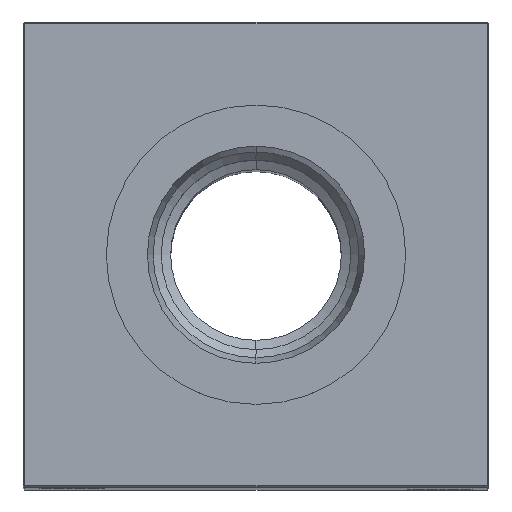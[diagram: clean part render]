
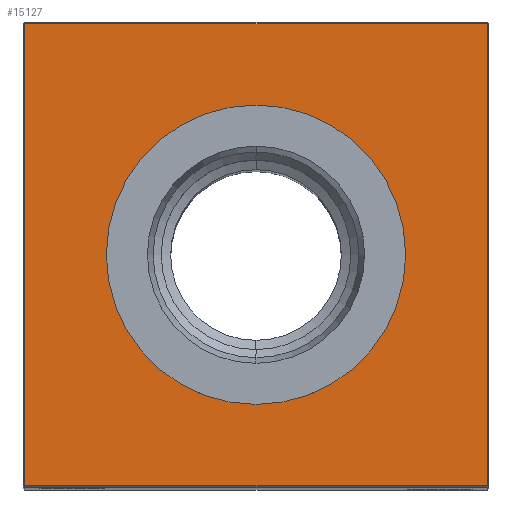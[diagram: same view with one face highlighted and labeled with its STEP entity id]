
A CAD part, top view. The second image highlights one B-rep face of the part: STEP entity #15127.
In plain terms, the highlighted planar face has unit normal (0, 0, 1).
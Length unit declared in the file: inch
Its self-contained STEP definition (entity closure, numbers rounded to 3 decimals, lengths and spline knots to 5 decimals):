
#179 = VERTEX_POINT ( 'NONE', #10663 ) ;
#230 = FACE_OUTER_BOUND ( 'NONE', #11169, .T. ) ;
#689 = EDGE_CURVE ( 'NONE', #15254, #14097, #7660, .T. ) ;
#1548 = CARTESIAN_POINT ( 'NONE',  ( 0., 0., 9.25 ) ) ;
#2098 = DIRECTION ( 'NONE',  ( 0., 1., 0. ) ) ;
#2347 = CARTESIAN_POINT ( 'NONE',  ( 0., 1.49, 9.25 ) ) ;
#3908 = DIRECTION ( 'NONE',  ( 0., 0., -1. ) ) ;
#4399 = CARTESIAN_POINT ( 'NONE',  ( 0., 0., 9.25 ) ) ;
#4691 = ORIENTED_EDGE ( 'NONE', *, *, #21087, .T. ) ;
#4992 = CARTESIAN_POINT ( 'NONE',  ( 0., 0.96457, 9.25 ) ) ;
#5342 = EDGE_CURVE ( 'NONE', #7439, #179, #22250, .T. ) ;
#5427 = CARTESIAN_POINT ( 'NONE',  ( 0., -0.96457, 9.25 ) ) ;
#6905 = EDGE_CURVE ( 'NONE', #179, #25647, #12568, .T. ) ;
#7439 = VERTEX_POINT ( 'NONE', #15264 ) ;
#7660 = CIRCLE ( 'NONE', #10611, 0.96457 ) ;
#7721 = ORIENTED_EDGE ( 'NONE', *, *, #24653, .T. ) ;
#8331 = CARTESIAN_POINT ( 'NONE',  ( 0., 0., 9.25 ) ) ;
#9902 = DIRECTION ( 'NONE',  ( 1., 0., 0. ) ) ;
#10156 = CARTESIAN_POINT ( 'NONE',  ( -1.49, 1.49, 9.25 ) ) ;
#10611 = AXIS2_PLACEMENT_3D ( 'NONE', #8331, #16451, #16580 ) ;
#10663 = CARTESIAN_POINT ( 'NONE',  ( 1.49, 1.49, 9.25 ) ) ;
#11143 = ORIENTED_EDGE ( 'NONE', *, *, #14541, .T. ) ;
#11169 = EDGE_LOOP ( 'NONE', ( #7721, #4691, #12674, #11404 ) ) ;
#11356 = AXIS2_PLACEMENT_3D ( 'NONE', #4399, #16309, #24147 ) ;
#11404 = ORIENTED_EDGE ( 'NONE', *, *, #6905, .T. ) ;
#11847 = ORIENTED_EDGE ( 'NONE', *, *, #689, .T. ) ;
#11871 = LINE ( 'NONE', #13578, #14650 ) ;
#11886 = CARTESIAN_POINT ( 'NONE',  ( -1.49, -1.49, 9.25 ) ) ;
#12568 = LINE ( 'NONE', #2347, #20641 ) ;
#12674 = ORIENTED_EDGE ( 'NONE', *, *, #5342, .T. ) ;
#13578 = CARTESIAN_POINT ( 'NONE',  ( 0., -1.49, 9.25 ) ) ;
#14097 = VERTEX_POINT ( 'NONE', #4992 ) ;
#14353 = FACE_BOUND ( 'NONE', #22556, .T. ) ;
#14541 = EDGE_CURVE ( 'NONE', #14097, #15254, #18864, .T. ) ;
#14650 = VECTOR ( 'NONE', #9902, 39.37008 ) ;
#14755 = LINE ( 'NONE', #17174, #18195 ) ;
#15127 = ADVANCED_FACE ( 'NONE', ( #230, #14353 ), #18134, .F. ) ;
#15254 = VERTEX_POINT ( 'NONE', #5427 ) ;
#15264 = CARTESIAN_POINT ( 'NONE',  ( 1.49, -1.49, 9.25 ) ) ;
#16309 = DIRECTION ( 'NONE',  ( 0., 0., -1. ) ) ;
#16360 = AXIS2_PLACEMENT_3D ( 'NONE', #1548, #3908, #17638 ) ;
#16451 = DIRECTION ( 'NONE',  ( 0., 0., -1. ) ) ;
#16580 = DIRECTION ( 'NONE',  ( -1., 0., 0. ) ) ;
#17174 = CARTESIAN_POINT ( 'NONE',  ( -1.49, 0., 9.25 ) ) ;
#17638 = DIRECTION ( 'NONE',  ( -1., 0., 0. ) ) ;
#18134 = PLANE ( 'NONE',  #11356 ) ;
#18195 = VECTOR ( 'NONE', #23191, 39.37008 ) ;
#18864 = CIRCLE ( 'NONE', #16360, 0.96457 ) ;
#19800 = DIRECTION ( 'NONE',  ( -1., 0., 0. ) ) ;
#20641 = VECTOR ( 'NONE', #19800, 39.37008 ) ;
#21087 = EDGE_CURVE ( 'NONE', #24441, #7439, #11871, .T. ) ;
#22250 = LINE ( 'NONE', #22384, #23625 ) ;
#22384 = CARTESIAN_POINT ( 'NONE',  ( 1.49, 0., 9.25 ) ) ;
#22556 = EDGE_LOOP ( 'NONE', ( #11143, #11847 ) ) ;
#23191 = DIRECTION ( 'NONE',  ( 0., -1., 0. ) ) ;
#23625 = VECTOR ( 'NONE', #2098, 39.37008 ) ;
#24147 = DIRECTION ( 'NONE',  ( -1., 0., 0. ) ) ;
#24441 = VERTEX_POINT ( 'NONE', #11886 ) ;
#24653 = EDGE_CURVE ( 'NONE', #25647, #24441, #14755, .T. ) ;
#25647 = VERTEX_POINT ( 'NONE', #10156 ) ;
